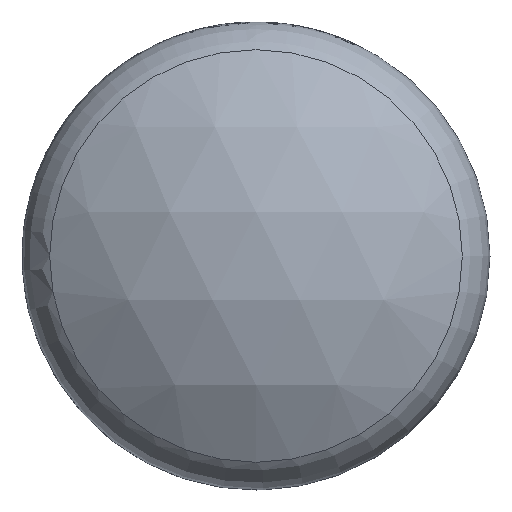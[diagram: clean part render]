
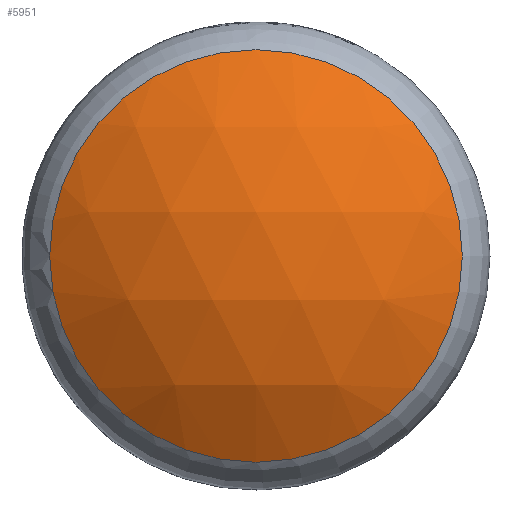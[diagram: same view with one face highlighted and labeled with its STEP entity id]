
A CAD part, left-side view. The second image highlights one B-rep face of the part: STEP entity #5951.
In plain terms, the highlighted spherical face has radius 78.613 mm.
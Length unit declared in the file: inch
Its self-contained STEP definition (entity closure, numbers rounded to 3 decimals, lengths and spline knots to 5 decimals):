
#15=SPHERICAL_SURFACE('',#6352,3.09501);
#1337=FACE_OUTER_BOUND('',#1671,.T.);
#1671=EDGE_LOOP('',(#5565,#5566));
#1812=CIRCLE('',#6297,1.76336);
#1813=CIRCLE('',#6298,1.76336);
#2815=VERTEX_POINT('',#13326);
#2816=VERTEX_POINT('',#13328);
#3710=EDGE_CURVE('',#2815,#2816,#1812,.T.);
#3711=EDGE_CURVE('',#2816,#2815,#1813,.T.);
#5565=ORIENTED_EDGE('',*,*,#3711,.F.);
#5566=ORIENTED_EDGE('',*,*,#3710,.F.);
#5951=ADVANCED_FACE('',(#1337),#15,.T.);
#6297=AXIS2_PLACEMENT_3D('',#13329,#7338,#7339);
#6298=AXIS2_PLACEMENT_3D('',#13330,#7340,#7341);
#6352=AXIS2_PLACEMENT_3D('',#13402,#7450,#7451);
#7338=DIRECTION('center_axis',(1.,0.,0.));
#7339=DIRECTION('ref_axis',(0.,1.,0.));
#7340=DIRECTION('center_axis',(1.,0.,0.));
#7341=DIRECTION('ref_axis',(0.,1.,0.));
#7450=DIRECTION('center_axis',(0.,0.,
1.));
#7451=DIRECTION('ref_axis',(-1.,-0.003,0.));
#13326=CARTESIAN_POINT('',(-0.94854,0.,1.76336));
#13328=CARTESIAN_POINT('',(-0.94854,1.76336,0.));
#13329=CARTESIAN_POINT('Origin',(-0.94854,0.,0.));
#13330=CARTESIAN_POINT('Origin',(-0.94854,0.,0.));
#13402=CARTESIAN_POINT('Origin',(1.59501,0.,
0.));
